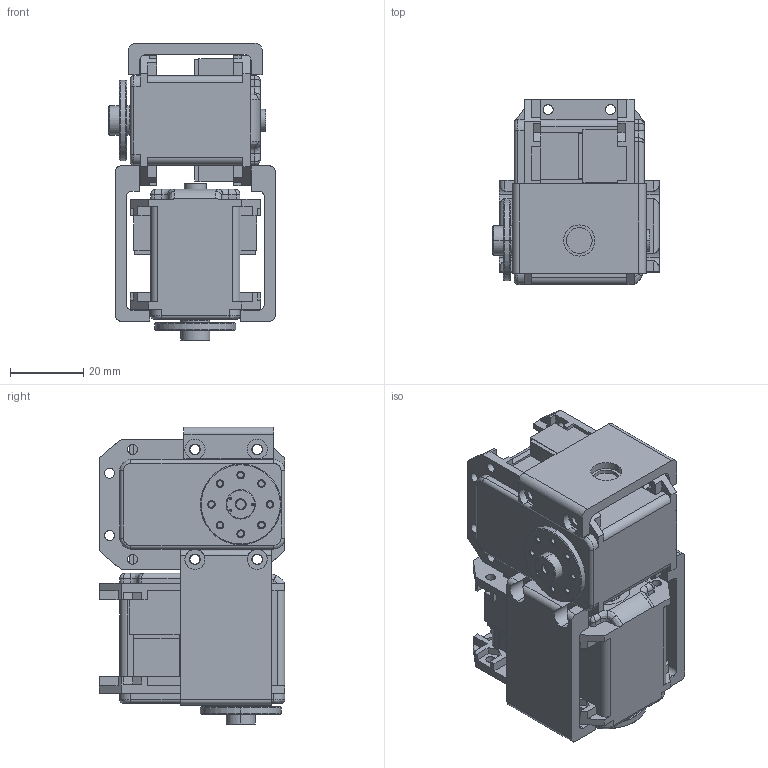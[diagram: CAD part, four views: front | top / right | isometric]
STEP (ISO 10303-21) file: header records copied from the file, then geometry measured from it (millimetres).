
FILE_DESCRIPTION (( 'STEP AP203' ), '1' );
FILE_NAME ('perna1_Valor predeterminado_sldprt.STEP', '2022-10-03T13:43:21', ( '' ), ( '' ), 'SwSTEP 2.0', 'SolidWorks 2022', '' );
FILE_SCHEMA (( 'CONFIG_CONTROL_DESIGN' ));
Products named in the file (1): perna1_Valor predeterminado_sldprt
Bounding box: 45.4 x 50.6 x 81.2 mm (x, y, z)
Surface area: 33404.5 mm2 (no closed solid volume)
Topology: 0 solids, 23 shells, 1117 faces, 3056 edges, 1962 vertices
Faces by surface type: plane 619, cylinder 380, cone 78, bspline 40
Entity records: 37863 total; most frequent: CARTESIAN_POINT 9894, ORIENTED_EDGE 6028, DIRECTION 5400, EDGE_CURVE 3046, VERTEX_POINT 1964, VECTOR 1932, LINE 1932, AXIS2_PLACEMENT_3D 1734
